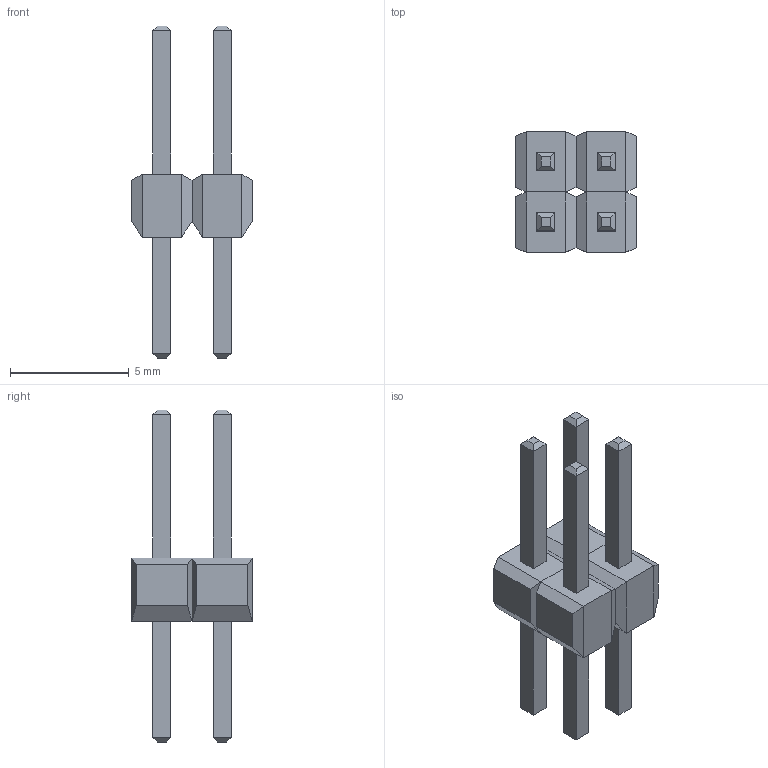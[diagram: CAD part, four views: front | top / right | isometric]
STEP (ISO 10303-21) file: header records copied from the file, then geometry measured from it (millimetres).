
FILE_DESCRIPTION(('STEP AP214'),'1');
FILE_NAME('67996-104HLF','2019-10-09T11:54:39',(''),(''),'','','');
FILE_SCHEMA(('AUTOMOTIVE_DESIGN'));
Length unit declared in the file: millimetre
Products named in the file (1): product
Bounding box: 5.08 x 5.08 x 13.97 mm (x, y, z)
Surface area: 269.3 mm2 (no closed solid volume)
Topology: 0 solids, 132 shells, 132 faces, 528 edges, 528 vertices
Faces by surface type: plane 132
Entity records: 5999 total; most frequent: CARTESIAN_POINT 1189, VERTEX_POINT 1056, DIRECTION 794, ORIENTED_EDGE 528, EDGE_CURVE 528, LINE 528, VECTOR 528, AXIS2_PLACEMENT_3D 133
